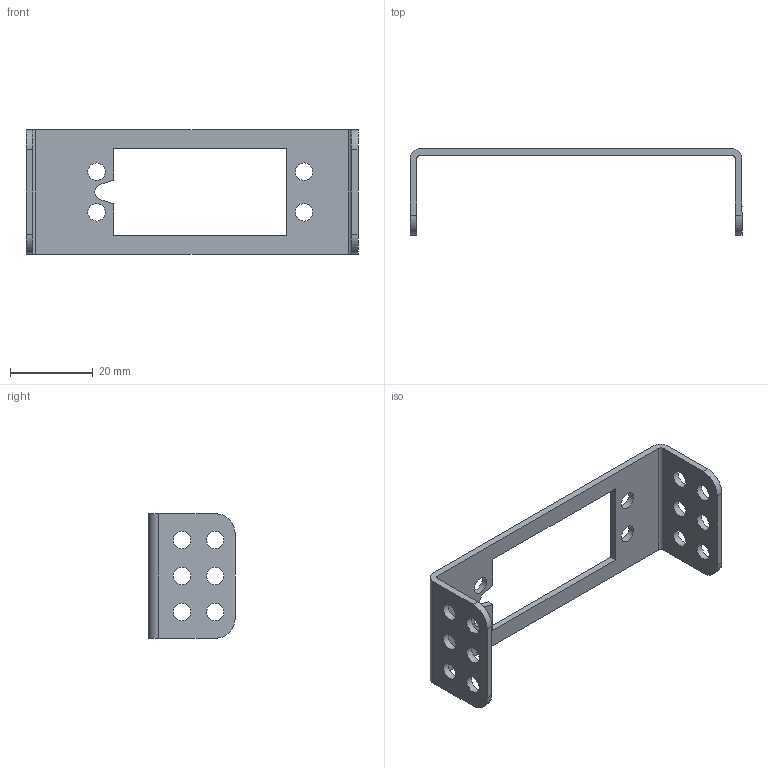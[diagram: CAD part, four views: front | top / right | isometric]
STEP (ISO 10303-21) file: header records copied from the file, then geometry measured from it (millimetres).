
FILE_DESCRIPTION(/* description */ (''),/* implementation_level */ '2;1');
FILE_NAME(/* name */ 'Matrix_07-0002.ipt.stp',/* time_stamp */ '2014-12-18T17:42:36-08:00',/* author */ ('Autodesk Inc.'),/* organization */ ('Autodesk Inc.'),/* preprocessor_version */ 'ST-DEVELOPER v15.6',/* originating_system */ 'Autodesk Inventor 2015',/* authorisation */ '');
FILE_SCHEMA (('AUTOMOTIVE_DESIGN { 1 0 10303 214 3 1 1 }'));
Length unit declared in the file: millimetre
Products named in the file (1): Matrix_07-0002
Bounding box: 80 x 20.8 x 30 mm (x, y, z)
Volume: 3802.1 mm3; surface area: 5758 mm2
Topology: 1 solids, 1 shells, 42 faces, 120 edges, 80 vertices
Faces by surface type: cylinder 25, plane 17
Full cylindrical faces by diameter (mm): 4.2 x16
Entity records: 1406 total; most frequent: DIRECTION 240, CARTESIAN_POINT 227, ORIENTED_EDGE 208, EDGE_CURVE 104, AXIS2_PLACEMENT_3D 93, EDGE_LOOP 92, VERTEX_POINT 80, LINE 54
